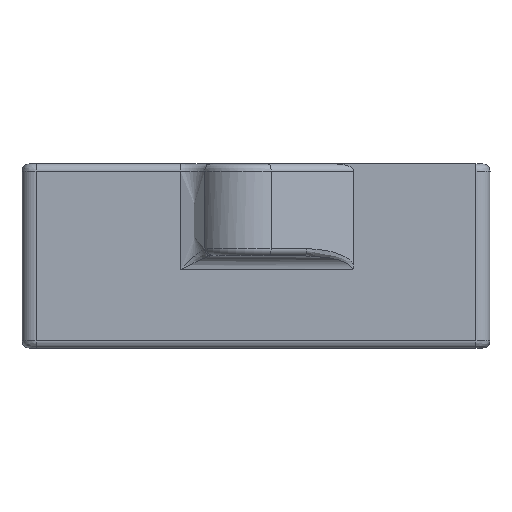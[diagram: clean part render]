
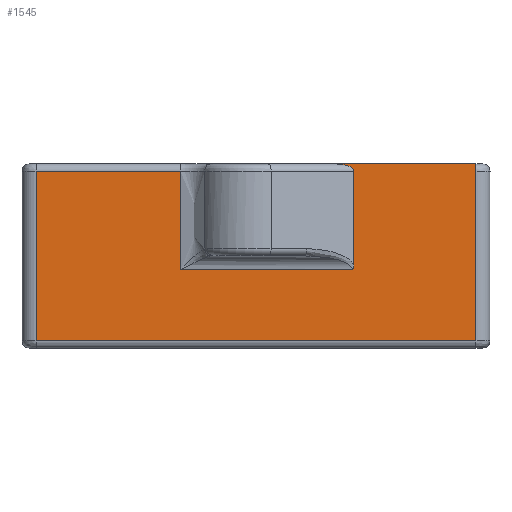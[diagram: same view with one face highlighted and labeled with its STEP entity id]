
A CAD part, left-side view. The second image highlights one B-rep face of the part: STEP entity #1545.
In plain terms, the highlighted planar face has unit normal (-1, 0, 0).
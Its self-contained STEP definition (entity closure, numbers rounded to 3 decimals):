
#42=B_SPLINE_CURVE_WITH_KNOTS('',3,(#2945,#2946,#2947,#2948,#2949,#2950,
#2951,#2952),.UNSPECIFIED.,.F.,.F.,(4,2,2,4),(-0.037,-0.019,
0.,0.),.UNSPECIFIED.);
#77=PLANE('',#1729);
#105=ELLIPSE('',#1726,1.249,0.5);
#208=FACE_OUTER_BOUND('',#316,.T.);
#316=EDGE_LOOP('',(#1337,#1338,#1339,#1340,#1341,#1342,#1343,#1344,#1345,
#1346,#1347));
#379=LINE('',#2611,#470);
#403=LINE('',#3052,#494);
#405=LINE('',#3081,#496);
#412=LINE('',#3337,#503);
#414=LINE('',#3397,#505);
#416=LINE('',#3402,#507);
#417=LINE('',#3404,#508);
#418=LINE('',#3406,#509);
#419=LINE('',#3407,#510);
#470=VECTOR('',#1954,10.);
#494=VECTOR('',#2074,10.);
#496=VECTOR('',#2076,10.);
#503=VECTOR('',#2123,10.);
#505=VECTOR('',#2137,10.);
#507=VECTOR('',#2143,10.);
#508=VECTOR('',#2144,10.);
#509=VECTOR('',#2145,10.);
#510=VECTOR('',#2146,10.);
#669=VERTEX_POINT('',#2608);
#670=VERTEX_POINT('',#2610);
#704=VERTEX_POINT('',#2942);
#705=VERTEX_POINT('',#2944);
#712=VERTEX_POINT('',#3001);
#714=VERTEX_POINT('',#3075);
#726=VERTEX_POINT('',#3332);
#728=VERTEX_POINT('',#3393);
#729=VERTEX_POINT('',#3401);
#730=VERTEX_POINT('',#3403);
#731=VERTEX_POINT('',#3405);
#833=EDGE_CURVE('',#669,#670,#379,.T.);
#887=EDGE_CURVE('',#704,#705,#42,.F.);
#901=EDGE_CURVE('',#712,#704,#403,.T.);
#904=EDGE_CURVE('',#714,#712,#405,.T.);
#931=EDGE_CURVE('',#726,#714,#412,.T.);
#935=EDGE_CURVE('',#728,#669,#105,.F.);
#937=EDGE_CURVE('',#728,#705,#414,.T.);
#939=EDGE_CURVE('',#729,#726,#416,.T.);
#940=EDGE_CURVE('',#730,#729,#417,.T.);
#941=EDGE_CURVE('',#731,#730,#418,.T.);
#942=EDGE_CURVE('',#731,#670,#419,.T.);
#1337=ORIENTED_EDGE('',*,*,#931,.F.);
#1338=ORIENTED_EDGE('',*,*,#939,.F.);
#1339=ORIENTED_EDGE('',*,*,#940,.F.);
#1340=ORIENTED_EDGE('',*,*,#941,.F.);
#1341=ORIENTED_EDGE('',*,*,#942,.T.);
#1342=ORIENTED_EDGE('',*,*,#833,.F.);
#1343=ORIENTED_EDGE('',*,*,#935,.F.);
#1344=ORIENTED_EDGE('',*,*,#937,.T.);
#1345=ORIENTED_EDGE('',*,*,#887,.F.);
#1346=ORIENTED_EDGE('',*,*,#901,.F.);
#1347=ORIENTED_EDGE('',*,*,#904,.F.);
#1545=ADVANCED_FACE('',(#208),#77,.T.);
#1726=AXIS2_PLACEMENT_3D('',#3394,#2132,#2133);
#1729=AXIS2_PLACEMENT_3D('',#3400,#2141,#2142);
#1954=DIRECTION('',(0.,-1.,0.));
#2074=DIRECTION('',(0.,-1.,0.));
#2076=DIRECTION('',(0.,0.,-1.));
#2123=DIRECTION('',(0.,-1.,0.));
#2132=DIRECTION('center_axis',(1.,0.,0.));
#2133=DIRECTION('ref_axis',(0.,-1.,0.));
#2137=DIRECTION('',(0.,0.,-1.));
#2141=DIRECTION('center_axis',(-1.,0.,
0.));
#2142=DIRECTION('ref_axis',(0.,1.,0.));
#2143=DIRECTION('',(0.,0.,1.));
#2144=DIRECTION('',(0.,1.,0.));
#2145=DIRECTION('',(0.,0.,-1.));
#2146=DIRECTION('',(0.,0.,1.));
#2608=CARTESIAN_POINT('',(104.,115.165,94.714));
#2610=CARTESIAN_POINT('',(104.,105.285,94.714));
#2611=CARTESIAN_POINT('',(104.,122.731,94.714));
#2942=CARTESIAN_POINT('',(104.,114.02,87.214));
#2944=CARTESIAN_POINT('',(104.,113.916,87.566));
#2945=CARTESIAN_POINT('Ctrl Pts',(104.,113.916,87.563));
#2946=CARTESIAN_POINT('Ctrl Pts',(104.,113.916,87.502));
#2947=CARTESIAN_POINT('Ctrl Pts',(104.,113.924,87.44));
#2948=CARTESIAN_POINT('Ctrl Pts',(104.,113.957,87.322));
#2949=CARTESIAN_POINT('Ctrl Pts',(104.,113.983,87.266));
#2950=CARTESIAN_POINT('Ctrl Pts',(104.,114.02,87.215));
#2951=CARTESIAN_POINT('Ctrl Pts',(104.,114.02,87.214));
#2952=CARTESIAN_POINT('Ctrl Pts',(104.,114.02,87.214));
#3001=CARTESIAN_POINT('',(104.,126.211,87.214));
#3052=CARTESIAN_POINT('',(104.,111.587,87.214));
#3075=CARTESIAN_POINT('',(104.,126.211,94.214));
#3081=CARTESIAN_POINT('',(104.,126.211,88.451));
#3332=CARTESIAN_POINT('',(104.,136.406,94.214));
#3337=CARTESIAN_POINT('',(104.,122.731,94.214));
#3393=CARTESIAN_POINT('',(104.,113.916,94.214));
#3394=CARTESIAN_POINT('Origin',(104.,115.165,94.214));
#3397=CARTESIAN_POINT('',(104.,113.916,90.7));
#3400=CARTESIAN_POINT('Origin',(104.,108.057,86.686));
#3401=CARTESIAN_POINT('',(104.,136.406,82.186));
#3402=CARTESIAN_POINT('',(104.,136.406,86.686));
#3403=CARTESIAN_POINT('',(104.,105.285,82.186));
#3404=CARTESIAN_POINT('',(104.,122.731,82.186));
#3405=CARTESIAN_POINT('',(104.,105.285,94.214));
#3406=CARTESIAN_POINT('',(104.,105.285,86.686));
#3407=CARTESIAN_POINT('',(104.,105.285,90.7));
